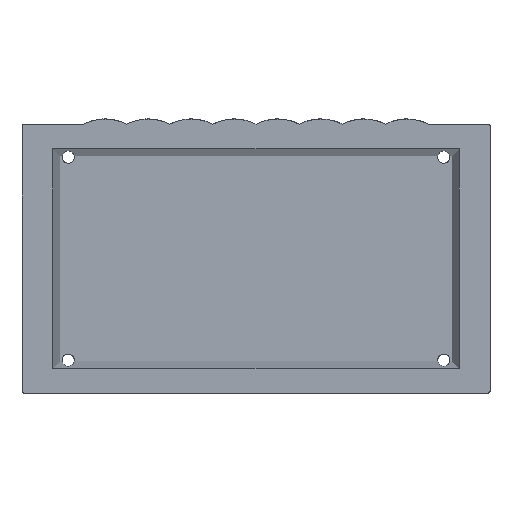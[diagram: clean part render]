
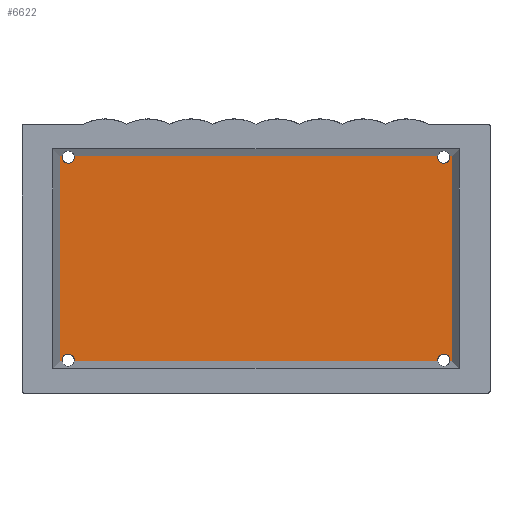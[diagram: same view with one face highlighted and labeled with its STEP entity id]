
A CAD part, front view. The second image highlights one B-rep face of the part: STEP entity #6622.
In plain terms, the highlighted planar face has unit normal (0, -1, 0).
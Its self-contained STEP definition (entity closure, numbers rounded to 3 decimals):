
#317=LINE('',#9365,#699);
#319=LINE('',#9369,#701);
#320=LINE('',#9373,#702);
#321=LINE('',#9377,#703);
#323=LINE('',#9381,#705);
#325=LINE('',#9385,#707);
#326=LINE('',#9389,#708);
#327=LINE('',#9393,#709);
#699=VECTOR('',#7802,1000.);
#701=VECTOR('',#7806,1000.);
#702=VECTOR('',#7809,1000.);
#703=VECTOR('',#7812,1000.);
#705=VECTOR('',#7816,1000.);
#707=VECTOR('',#7820,1000.);
#708=VECTOR('',#7823,1000.);
#709=VECTOR('',#7826,1000.);
#1277=ORIENTED_EDGE('',*,*,#2467,.F.);
#1278=ORIENTED_EDGE('',*,*,#2478,.F.);
#1279=ORIENTED_EDGE('',*,*,#2465,.F.);
#1280=ORIENTED_EDGE('',*,*,#2463,.F.);
#1281=ORIENTED_EDGE('',*,*,#2477,.F.);
#1282=ORIENTED_EDGE('',*,*,#2479,.F.);
#1283=ORIENTED_EDGE('',*,*,#2475,.F.);
#1284=ORIENTED_EDGE('',*,*,#2480,.F.);
#1285=ORIENTED_EDGE('',*,*,#2473,.F.);
#1286=ORIENTED_EDGE('',*,*,#2471,.F.);
#1287=ORIENTED_EDGE('',*,*,#2469,.F.);
#1288=ORIENTED_EDGE('',*,*,#2481,.F.);
#2463=EDGE_CURVE('',#3074,#3075,#317,.F.);
#2465=EDGE_CURVE('',#3075,#3076,#319,.F.);
#2467=EDGE_CURVE('',#3077,#3078,#320,.F.);
#2469=EDGE_CURVE('',#3079,#3080,#321,.F.);
#2471=EDGE_CURVE('',#3080,#3081,#323,.F.);
#2473=EDGE_CURVE('',#3081,#3082,#325,.F.);
#2475=EDGE_CURVE('',#3083,#3084,#326,.F.);
#2477=EDGE_CURVE('',#3085,#3074,#327,.F.);
#2478=EDGE_CURVE('',#3076,#3077,#3432,.F.);
#2479=EDGE_CURVE('',#3084,#3085,#3433,.F.);
#2480=EDGE_CURVE('',#3082,#3083,#3434,.F.);
#2481=EDGE_CURVE('',#3078,#3079,#3435,.F.);
#3074=VERTEX_POINT('',#9364);
#3075=VERTEX_POINT('',#9366);
#3076=VERTEX_POINT('',#9370);
#3077=VERTEX_POINT('',#9372);
#3078=VERTEX_POINT('',#9374);
#3079=VERTEX_POINT('',#9376);
#3080=VERTEX_POINT('',#9378);
#3081=VERTEX_POINT('',#9382);
#3082=VERTEX_POINT('',#9386);
#3083=VERTEX_POINT('',#9388);
#3084=VERTEX_POINT('',#9390);
#3085=VERTEX_POINT('',#9392);
#3432=CIRCLE('',#6990,2.);
#3433=CIRCLE('',#6991,2.);
#3434=CIRCLE('',#6992,2.);
#3435=CIRCLE('',#6993,2.);
#3695=EDGE_LOOP('',(#1277,#1278,#1279,#1280,#1281,#1282,#1283,#1284,#1285,
#1286,#1287,#1288));
#4085=FACE_BOUND('',#3695,.T.);
#4434=PLANE('',#6989);
#6622=ADVANCED_FACE('',(#4085),#4434,.F.);
#6989=AXIS2_PLACEMENT_3D('',#9394,#7827,#7828);
#6990=AXIS2_PLACEMENT_3D('',#9395,#7829,#7830);
#6991=AXIS2_PLACEMENT_3D('',#9396,#7831,#7832);
#6992=AXIS2_PLACEMENT_3D('',#9397,#7833,#7834);
#6993=AXIS2_PLACEMENT_3D('',#9398,#7835,#7836);
#7802=DIRECTION('',(0.,0.,-1.));
#7806=DIRECTION('',(-1.,0.,0.));
#7809=DIRECTION('',(-1.,0.,0.));
#7812=DIRECTION('',(-1.,0.,0.));
#7816=DIRECTION('',(0.,0.,1.));
#7820=DIRECTION('',(1.,0.,0.));
#7823=DIRECTION('',(1.,0.,0.));
#7826=DIRECTION('',(1.,0.,0.));
#7827=DIRECTION('',(0.,1.,0.));
#7828=DIRECTION('',(0.,0.,1.));
#7829=DIRECTION('',(0.,1.,0.));
#7830=DIRECTION('',(0.,0.,1.));
#7831=DIRECTION('',(0.,1.,0.));
#7832=DIRECTION('',(0.,0.,1.));
#7833=DIRECTION('',(0.,1.,0.));
#7834=DIRECTION('',(0.,0.,1.));
#7835=DIRECTION('',(0.,1.,0.));
#7836=DIRECTION('',(0.,0.,1.));
#9364=CARTESIAN_POINT('',(-63.708,13.,-33.358));
#9365=CARTESIAN_POINT('',(-63.708,13.,-35.65));
#9366=CARTESIAN_POINT('',(-63.708,13.,33.358));
#9369=CARTESIAN_POINT('',(-66.,13.,33.358));
#9370=CARTESIAN_POINT('',(-62.968,13.,33.358));
#9372=CARTESIAN_POINT('',(-59.032,13.,33.358));
#9373=CARTESIAN_POINT('',(-66.,13.,33.358));
#9374=CARTESIAN_POINT('',(59.032,13.,33.358));
#9376=CARTESIAN_POINT('',(62.968,13.,33.358));
#9377=CARTESIAN_POINT('',(-66.,13.,33.358));
#9378=CARTESIAN_POINT('',(63.708,13.,33.358));
#9381=CARTESIAN_POINT('',(63.708,13.,35.65));
#9382=CARTESIAN_POINT('',(63.708,13.,-33.358));
#9385=CARTESIAN_POINT('',(66.,13.,-33.358));
#9386=CARTESIAN_POINT('',(62.968,13.,-33.358));
#9388=CARTESIAN_POINT('',(59.032,13.,-33.358));
#9389=CARTESIAN_POINT('',(66.,13.,-33.358));
#9390=CARTESIAN_POINT('',(-59.032,13.,-33.358));
#9392=CARTESIAN_POINT('',(-62.968,13.,-33.358));
#9393=CARTESIAN_POINT('',(66.,13.,-33.358));
#9394=CARTESIAN_POINT('',(0.,13.,0.));
#9395=CARTESIAN_POINT('',(-61.,13.,33.));
#9396=CARTESIAN_POINT('',(-61.,13.,-33.));
#9397=CARTESIAN_POINT('',(61.,13.,-33.));
#9398=CARTESIAN_POINT('',(61.,13.,33.));
